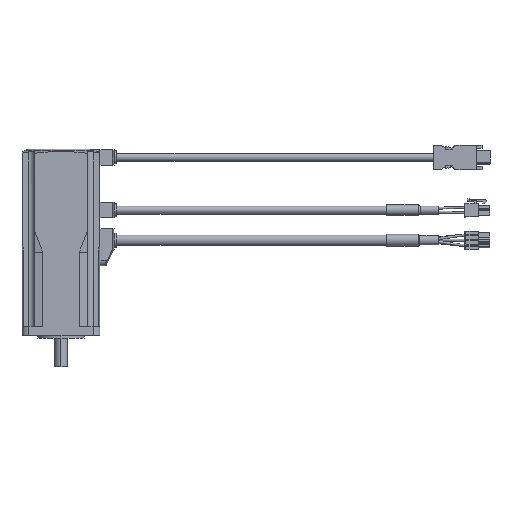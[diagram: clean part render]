
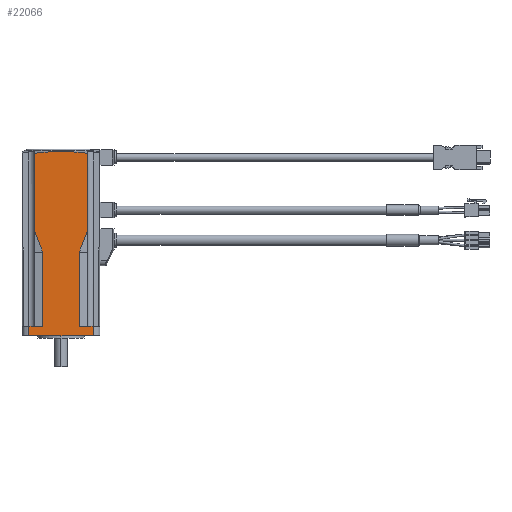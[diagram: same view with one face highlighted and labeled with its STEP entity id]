
A CAD part, left-side view. The second image highlights one B-rep face of the part: STEP entity #22066.
In plain terms, the highlighted planar face has unit normal (-1, 0, 0).
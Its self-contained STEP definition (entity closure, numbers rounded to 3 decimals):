
#348 = EDGE_CURVE ( 'NONE', #7334, #5652, #5594, .T. ) ;
#1002 = LINE ( 'NONE', #19194, #19817 ) ;
#1017 = CARTESIAN_POINT ( 'NONE',  ( -30., -30., 64.2 ) ) ;
#1091 = CARTESIAN_POINT ( 'NONE',  ( -30., 24.7, 0. ) ) ;
#1208 = ORIENTED_EDGE ( 'NONE', *, *, #16876, .F. ) ;
#1426 = CIRCLE ( 'NONE', #6689, 146.969 ) ;
#1483 = LINE ( 'NONE', #2431, #5245 ) ;
#1555 = CARTESIAN_POINT ( 'NONE',  ( -30., -14., 10.5 ) ) ;
#1690 = DIRECTION ( 'NONE',  ( 0., 0., 1. ) ) ;
#2311 = EDGE_CURVE ( 'NONE', #18731, #10376, #1426, .T. ) ;
#2315 = DIRECTION ( 'NONE',  ( 0., -0.361, -0.932 ) ) ;
#2420 = VECTOR ( 'NONE', #3394, 1000. ) ;
#2431 = CARTESIAN_POINT ( 'NONE',  ( -30., -20.2, 80.2 ) ) ;
#2957 = DIRECTION ( 'NONE',  ( 0., 0., -1. ) ) ;
#3367 = ORIENTED_EDGE ( 'NONE', *, *, #348, .F. ) ;
#3394 = DIRECTION ( 'NONE',  ( 0., 0., -1. ) ) ;
#3605 = VERTEX_POINT ( 'NONE', #14097 ) ;
#3724 = CARTESIAN_POINT ( 'NONE',  ( -30., -20.2, 140.278 ) ) ;
#3793 = CARTESIAN_POINT ( 'NONE',  ( -30., 14., 64.2 ) ) ;
#4258 = ORIENTED_EDGE ( 'NONE', *, *, #23282, .T. ) ;
#4270 = DIRECTION ( 'NONE',  ( 0., 0.361, -0.932 ) ) ;
#4309 = LINE ( 'NONE', #19358, #18269 ) ;
#4647 = PLANE ( 'NONE',  #6497 ) ;
#4870 = EDGE_CURVE ( 'NONE', #21487, #16704, #1483, .T. ) ;
#5245 = VECTOR ( 'NONE', #4270, 1000. ) ;
#5594 = LINE ( 'NONE', #13516, #15276 ) ;
#5608 = CARTESIAN_POINT ( 'NONE',  ( -30., 24.7, 0. ) ) ;
#5619 = CARTESIAN_POINT ( 'NONE',  ( -30., 0., -5.297 ) ) ;
#5652 = VERTEX_POINT ( 'NONE', #5608 ) ;
#5744 = ORIENTED_EDGE ( 'NONE', *, *, #9123, .T. ) ;
#5795 = CARTESIAN_POINT ( 'NONE',  ( -30., 20.2, 80.2 ) ) ;
#6008 = CARTESIAN_POINT ( 'NONE',  ( -30., -24.7, 0. ) ) ;
#6497 = AXIS2_PLACEMENT_3D ( 'NONE', #1017, #19273, #8413 ) ;
#6689 = AXIS2_PLACEMENT_3D ( 'NONE', #5619, #18324, #7429 ) ;
#6779 = VECTOR ( 'NONE', #2957, 1000. ) ;
#7079 = CARTESIAN_POINT ( 'NONE',  ( -30., 20.2, 64.2 ) ) ;
#7264 = ORIENTED_EDGE ( 'NONE', *, *, #20344, .T. ) ;
#7334 = VERTEX_POINT ( 'NONE', #6008 ) ;
#7389 = LINE ( 'NONE', #7079, #16486 ) ;
#7429 = DIRECTION ( 'NONE',  ( 0., 0., -1. ) ) ;
#7852 = ORIENTED_EDGE ( 'NONE', *, *, #20959, .F. ) ;
#8030 = LINE ( 'NONE', #8487, #13423 ) ;
#8413 = DIRECTION ( 'NONE',  ( 0., 0., 1. ) ) ;
#8487 = CARTESIAN_POINT ( 'NONE',  ( -30., -24.7, 7. ) ) ;
#8537 = CARTESIAN_POINT ( 'NONE',  ( -30., -14., 64.2 ) ) ;
#8722 = ORIENTED_EDGE ( 'NONE', *, *, #17744, .T. ) ;
#8993 = DIRECTION ( 'NONE',  ( 0., 1., 0. ) ) ;
#9066 = DIRECTION ( 'NONE',  ( 0., -1., 0. ) ) ;
#9123 = EDGE_CURVE ( 'NONE', #7334, #3605, #8030, .T. ) ;
#9447 = VECTOR ( 'NONE', #9066, 1000. ) ;
#9605 = ORIENTED_EDGE ( 'NONE', *, *, #23478, .F. ) ;
#10376 = VERTEX_POINT ( 'NONE', #3724 ) ;
#10418 = LINE ( 'NONE', #14492, #20044 ) ;
#11295 = VERTEX_POINT ( 'NONE', #19951 ) ;
#11983 = DIRECTION ( 'NONE',  ( 0., 0., 1. ) ) ;
#12145 = LINE ( 'NONE', #1555, #2420 ) ;
#12639 = ORIENTED_EDGE ( 'NONE', *, *, #19205, .T. ) ;
#12652 = CARTESIAN_POINT ( 'NONE',  ( -30., 20.2, 140.278 ) ) ;
#13018 = VERTEX_POINT ( 'NONE', #5795 ) ;
#13423 = VECTOR ( 'NONE', #21122, 1000. ) ;
#13460 = DIRECTION ( 'NONE',  ( 0., 1., 0. ) ) ;
#13516 = CARTESIAN_POINT ( 'NONE',  ( -30., 30., 0. ) ) ;
#14097 = CARTESIAN_POINT ( 'NONE',  ( -30., -24.7, 7. ) ) ;
#14290 = LINE ( 'NONE', #18112, #9447 ) ;
#14372 = CARTESIAN_POINT ( 'NONE',  ( -30., -14., 7. ) ) ;
#14492 = CARTESIAN_POINT ( 'NONE',  ( -30., -14., 7. ) ) ;
#14635 = EDGE_CURVE ( 'NONE', #13018, #16990, #15938, .T. ) ;
#15101 = CARTESIAN_POINT ( 'NONE',  ( -30., 20.2, 80.2 ) ) ;
#15107 = CARTESIAN_POINT ( 'NONE',  ( -30., 14., 7. ) ) ;
#15276 = VECTOR ( 'NONE', #13460, 1000. ) ;
#15390 = VECTOR ( 'NONE', #2315, 1000. ) ;
#15938 = LINE ( 'NONE', #15101, #15390 ) ;
#15991 = ORIENTED_EDGE ( 'NONE', *, *, #14635, .T. ) ;
#16445 = LINE ( 'NONE', #1091, #6779 ) ;
#16486 = VECTOR ( 'NONE', #1690, 1000. ) ;
#16677 = ORIENTED_EDGE ( 'NONE', *, *, #4870, .F. ) ;
#16704 = VERTEX_POINT ( 'NONE', #8537 ) ;
#16876 = EDGE_CURVE ( 'NONE', #13018, #18731, #7389, .T. ) ;
#16990 = VERTEX_POINT ( 'NONE', #3793 ) ;
#17559 = DIRECTION ( 'NONE',  ( 0., 0., -1. ) ) ;
#17744 = EDGE_CURVE ( 'NONE', #11295, #5652, #16445, .T. ) ;
#18112 = CARTESIAN_POINT ( 'NONE',  ( -30., 14., 7. ) ) ;
#18141 = VERTEX_POINT ( 'NONE', #14372 ) ;
#18269 = VECTOR ( 'NONE', #17559, 1000. ) ;
#18324 = DIRECTION ( 'NONE',  ( 1., 0., 0. ) ) ;
#18731 = VERTEX_POINT ( 'NONE', #12652 ) ;
#19194 = CARTESIAN_POINT ( 'NONE',  ( -30., -20.2, 64.2 ) ) ;
#19205 = EDGE_CURVE ( 'NONE', #3605, #18141, #10418, .T. ) ;
#19273 = DIRECTION ( 'NONE',  ( -1., 0., 0. ) ) ;
#19358 = CARTESIAN_POINT ( 'NONE',  ( -30., 14., 10.5 ) ) ;
#19817 = VECTOR ( 'NONE', #11983, 1000. ) ;
#19951 = CARTESIAN_POINT ( 'NONE',  ( -30., 24.7, 7. ) ) ;
#20044 = VECTOR ( 'NONE', #8993, 1000. ) ;
#20166 = ORIENTED_EDGE ( 'NONE', *, *, #2311, .F. ) ;
#20344 = EDGE_CURVE ( 'NONE', #21487, #10376, #1002, .T. ) ;
#20959 = EDGE_CURVE ( 'NONE', #16704, #18141, #12145, .T. ) ;
#21122 = DIRECTION ( 'NONE',  ( 0., 0., 1. ) ) ;
#21404 = FACE_OUTER_BOUND ( 'NONE', #21660, .T. ) ;
#21487 = VERTEX_POINT ( 'NONE', #21494 ) ;
#21494 = CARTESIAN_POINT ( 'NONE',  ( -30., -20.2, 80.2 ) ) ;
#21660 = EDGE_LOOP ( 'NONE', ( #7264, #20166, #1208, #15991, #4258, #9605, #8722, #3367, #5744, #12639, #7852, #16677 ) ) ;
#21775 = VERTEX_POINT ( 'NONE', #15107 ) ;
#22066 = ADVANCED_FACE ( 'NONE', ( #21404 ), #4647, .T. ) ;
#23282 = EDGE_CURVE ( 'NONE', #16990, #21775, #4309, .T. ) ;
#23478 = EDGE_CURVE ( 'NONE', #11295, #21775, #14290, .T. ) ;
